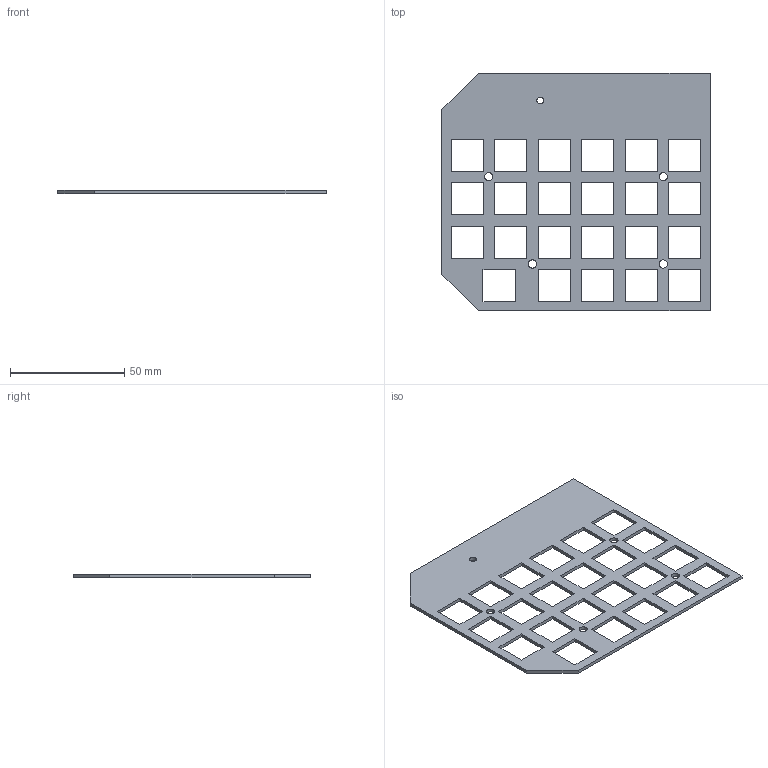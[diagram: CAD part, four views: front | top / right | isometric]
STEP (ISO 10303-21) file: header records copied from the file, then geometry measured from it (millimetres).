
FILE_DESCRIPTION (( 'STEP AP203' ), '1' );
FILE_NAME ('right plate simple.STEP', '2021-05-22T21:00:41', ( '' ), ( '' ), 'SwSTEP 2.0', 'SolidWorks 2017', '' );
FILE_SCHEMA (( 'CONFIG_CONTROL_DESIGN' ));
Length unit declared in the file: millimetre
Products named in the file (1): right plate simple
Bounding box: 117.25 x 104 x 1.5 mm (x, y, z)
Volume: 11073.3 mm3; surface area: 17414.1 mm2
Topology: 1 solids, 1 shells, 110 faces, 324 edges, 216 vertices
Faces by surface type: plane 100, cylinder 10
Entity records: 3797 total; most frequent: CARTESIAN_POINT 651, ORIENTED_EDGE 648, DIRECTION 566, EDGE_CURVE 324, LINE 304, VECTOR 304, VERTEX_POINT 216, EDGE_LOOP 166
